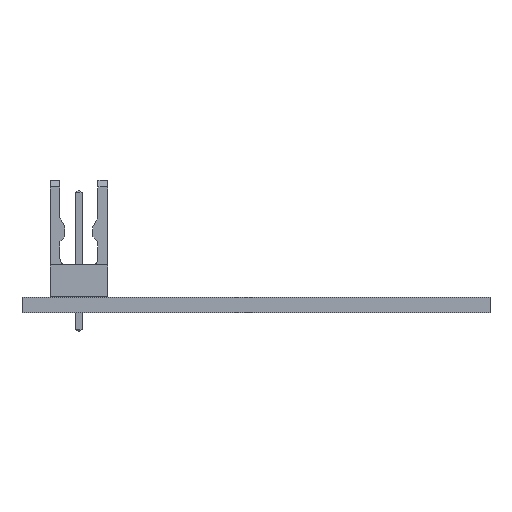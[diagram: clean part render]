
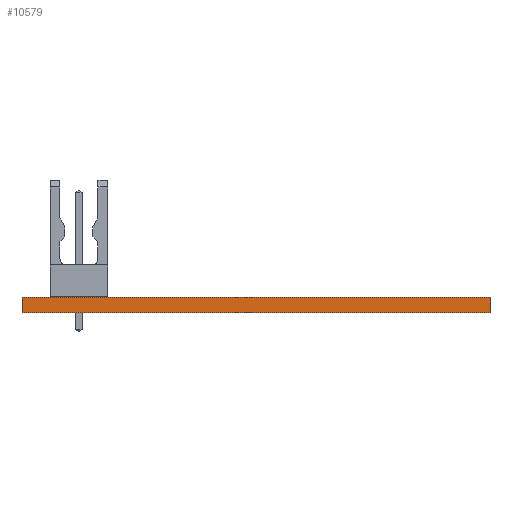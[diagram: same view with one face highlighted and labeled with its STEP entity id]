
A CAD part, front view. The second image highlights one B-rep face of the part: STEP entity #10579.
In plain terms, the highlighted planar face has unit normal (0, -1, 0).
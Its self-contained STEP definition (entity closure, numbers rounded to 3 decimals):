
#10463 = EDGE_CURVE('',#10464,#10466,#10468,.T.);
#10464 = VERTEX_POINT('',#10465);
#10465 = CARTESIAN_POINT('',(108.585,-118.11,0.));
#10466 = VERTEX_POINT('',#10467);
#10467 = CARTESIAN_POINT('',(108.585,-118.11,1.6));
#10468 = SURFACE_CURVE('',#10469,(#10473,#10485),.PCURVE_S1.);
#10469 = LINE('',#10470,#10471);
#10470 = CARTESIAN_POINT('',(108.585,-118.11,0.));
#10471 = VECTOR('',#10472,1.);
#10472 = DIRECTION('',(0.,0.,1.));
#10473 = PCURVE('',#10474,#10479);
#10474 = PLANE('',#10475);
#10475 = AXIS2_PLACEMENT_3D('',#10476,#10477,#10478);
#10476 = CARTESIAN_POINT('',(108.585,-118.11,0.));
#10477 = DIRECTION('',(-1.,0.,0.));
#10478 = DIRECTION('',(0.,1.,0.));
#10479 = DEFINITIONAL_REPRESENTATION('',(#10480),#10484);
#10480 = LINE('',#10481,#10482);
#10481 = CARTESIAN_POINT('',(0.,0.));
#10482 = VECTOR('',#10483,1.);
#10483 = DIRECTION('',(0.,-1.));
#10484 = ( GEOMETRIC_REPRESENTATION_CONTEXT(2) 
PARAMETRIC_REPRESENTATION_CONTEXT() REPRESENTATION_CONTEXT('2D SPACE',''
  ) );
#10485 = PCURVE('',#10486,#10491);
#10486 = PLANE('',#10487);
#10487 = AXIS2_PLACEMENT_3D('',#10488,#10489,#10490);
#10488 = CARTESIAN_POINT('',(155.575,-118.11,0.));
#10489 = DIRECTION('',(0.,-1.,0.));
#10490 = DIRECTION('',(-1.,0.,0.));
#10491 = DEFINITIONAL_REPRESENTATION('',(#10492),#10496);
#10492 = LINE('',#10493,#10494);
#10493 = CARTESIAN_POINT('',(46.99,0.));
#10494 = VECTOR('',#10495,1.);
#10495 = DIRECTION('',(0.,-1.));
#10496 = ( GEOMETRIC_REPRESENTATION_CONTEXT(2) 
PARAMETRIC_REPRESENTATION_CONTEXT() REPRESENTATION_CONTEXT('2D SPACE',''
  ) );
#10514 = PLANE('',#10515);
#10515 = AXIS2_PLACEMENT_3D('',#10516,#10517,#10518);
#10516 = CARTESIAN_POINT('',(132.08,-82.868,1.6));
#10517 = DIRECTION('',(-0.,-0.,-1.));
#10518 = DIRECTION('',(-1.,0.,0.));
#10568 = PLANE('',#10569);
#10569 = AXIS2_PLACEMENT_3D('',#10570,#10571,#10572);
#10570 = CARTESIAN_POINT('',(132.08,-82.868,0.));
#10571 = DIRECTION('',(-0.,-0.,-1.));
#10572 = DIRECTION('',(-1.,0.,0.));
#10579 = ADVANCED_FACE('',(#10580),#10486,.T.);
#10580 = FACE_BOUND('',#10581,.T.);
#10581 = EDGE_LOOP('',(#10582,#10612,#10633,#10634));
#10582 = ORIENTED_EDGE('',*,*,#10583,.T.);
#10583 = EDGE_CURVE('',#10584,#10586,#10588,.T.);
#10584 = VERTEX_POINT('',#10585);
#10585 = CARTESIAN_POINT('',(155.575,-118.11,0.));
#10586 = VERTEX_POINT('',#10587);
#10587 = CARTESIAN_POINT('',(155.575,-118.11,1.6));
#10588 = SURFACE_CURVE('',#10589,(#10593,#10600),.PCURVE_S1.);
#10589 = LINE('',#10590,#10591);
#10590 = CARTESIAN_POINT('',(155.575,-118.11,0.));
#10591 = VECTOR('',#10592,1.);
#10592 = DIRECTION('',(0.,0.,1.));
#10593 = PCURVE('',#10486,#10594);
#10594 = DEFINITIONAL_REPRESENTATION('',(#10595),#10599);
#10595 = LINE('',#10596,#10597);
#10596 = CARTESIAN_POINT('',(0.,-0.));
#10597 = VECTOR('',#10598,1.);
#10598 = DIRECTION('',(0.,-1.));
#10599 = ( GEOMETRIC_REPRESENTATION_CONTEXT(2) 
PARAMETRIC_REPRESENTATION_CONTEXT() REPRESENTATION_CONTEXT('2D SPACE',''
  ) );
#10600 = PCURVE('',#10601,#10606);
#10601 = PLANE('',#10602);
#10602 = AXIS2_PLACEMENT_3D('',#10603,#10604,#10605);
#10603 = CARTESIAN_POINT('',(155.575,-117.475,0.));
#10604 = DIRECTION('',(1.,0.,-0.));
#10605 = DIRECTION('',(0.,-1.,0.));
#10606 = DEFINITIONAL_REPRESENTATION('',(#10607),#10611);
#10607 = LINE('',#10608,#10609);
#10608 = CARTESIAN_POINT('',(0.635,0.));
#10609 = VECTOR('',#10610,1.);
#10610 = DIRECTION('',(0.,-1.));
#10611 = ( GEOMETRIC_REPRESENTATION_CONTEXT(2) 
PARAMETRIC_REPRESENTATION_CONTEXT() REPRESENTATION_CONTEXT('2D SPACE',''
  ) );
#10612 = ORIENTED_EDGE('',*,*,#10613,.T.);
#10613 = EDGE_CURVE('',#10586,#10466,#10614,.T.);
#10614 = SURFACE_CURVE('',#10615,(#10619,#10626),.PCURVE_S1.);
#10615 = LINE('',#10616,#10617);
#10616 = CARTESIAN_POINT('',(155.575,-118.11,1.6));
#10617 = VECTOR('',#10618,1.);
#10618 = DIRECTION('',(-1.,0.,0.));
#10619 = PCURVE('',#10486,#10620);
#10620 = DEFINITIONAL_REPRESENTATION('',(#10621),#10625);
#10621 = LINE('',#10622,#10623);
#10622 = CARTESIAN_POINT('',(0.,-1.6));
#10623 = VECTOR('',#10624,1.);
#10624 = DIRECTION('',(1.,0.));
#10625 = ( GEOMETRIC_REPRESENTATION_CONTEXT(2) 
PARAMETRIC_REPRESENTATION_CONTEXT() REPRESENTATION_CONTEXT('2D SPACE',''
  ) );
#10626 = PCURVE('',#10514,#10627);
#10627 = DEFINITIONAL_REPRESENTATION('',(#10628),#10632);
#10628 = LINE('',#10629,#10630);
#10629 = CARTESIAN_POINT('',(-23.495,-35.243));
#10630 = VECTOR('',#10631,1.);
#10631 = DIRECTION('',(1.,0.));
#10632 = ( GEOMETRIC_REPRESENTATION_CONTEXT(2) 
PARAMETRIC_REPRESENTATION_CONTEXT() REPRESENTATION_CONTEXT('2D SPACE',''
  ) );
#10633 = ORIENTED_EDGE('',*,*,#10463,.F.);
#10634 = ORIENTED_EDGE('',*,*,#10635,.F.);
#10635 = EDGE_CURVE('',#10584,#10464,#10636,.T.);
#10636 = SURFACE_CURVE('',#10637,(#10641,#10648),.PCURVE_S1.);
#10637 = LINE('',#10638,#10639);
#10638 = CARTESIAN_POINT('',(155.575,-118.11,0.));
#10639 = VECTOR('',#10640,1.);
#10640 = DIRECTION('',(-1.,0.,0.));
#10641 = PCURVE('',#10486,#10642);
#10642 = DEFINITIONAL_REPRESENTATION('',(#10643),#10647);
#10643 = LINE('',#10644,#10645);
#10644 = CARTESIAN_POINT('',(0.,-0.));
#10645 = VECTOR('',#10646,1.);
#10646 = DIRECTION('',(1.,0.));
#10647 = ( GEOMETRIC_REPRESENTATION_CONTEXT(2) 
PARAMETRIC_REPRESENTATION_CONTEXT() REPRESENTATION_CONTEXT('2D SPACE',''
  ) );
#10648 = PCURVE('',#10568,#10649);
#10649 = DEFINITIONAL_REPRESENTATION('',(#10650),#10654);
#10650 = LINE('',#10651,#10652);
#10651 = CARTESIAN_POINT('',(-23.495,-35.243));
#10652 = VECTOR('',#10653,1.);
#10653 = DIRECTION('',(1.,0.));
#10654 = ( GEOMETRIC_REPRESENTATION_CONTEXT(2) 
PARAMETRIC_REPRESENTATION_CONTEXT() REPRESENTATION_CONTEXT('2D SPACE',''
  ) );
